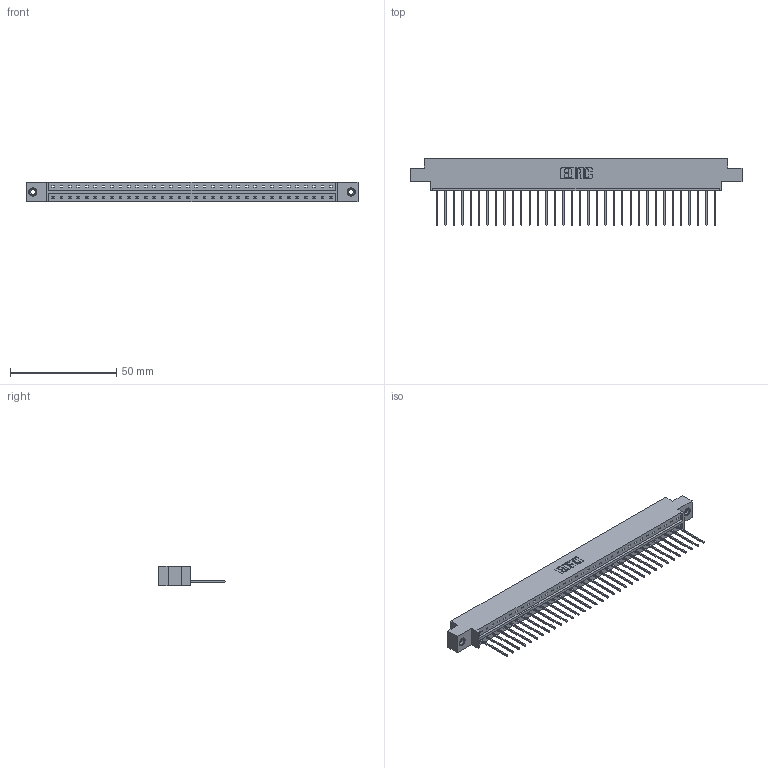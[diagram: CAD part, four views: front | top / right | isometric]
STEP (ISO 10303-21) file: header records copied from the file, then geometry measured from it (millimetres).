
FILE_DESCRIPTION (( 'STEP AP203' ), '1' );
FILE_NAME ('333-034-542-608.STEP', '2018-08-02T22:34:30', ( '' ), ( '' ), 'SwSTEP 2.0', 'SolidWorks 2016', '' );
FILE_SCHEMA (( 'CONFIG_CONTROL_DESIGN' ));
Length unit declared in the file: inch
Products named in the file (4): 333 Part_Offset - .156 Dia - TI; 345-292-001_345-293-142; 345-250-001_345-250-003-102; 333-034-542-608
Assembly tree (37 placements, depth 2):
  333-034-542-608
    333 Part_Offset - .156 Dia - TI
    345-292-001_345-293-142  x34
    345-250-001_345-250-003-102  x2
Bounding box: 156.26 x 31.63 x 9.4 mm (x, y, z)
Volume: 15496.8 mm3; surface area: 17436.8 mm2
Topology: 37 solids, 37 shells, 2150 faces, 6443 edges, 4242 vertices
Faces by surface type: plane 1534, cylinder 600, cone 12, torus 4
Entity records: 23156 total; most frequent: CARTESIAN_POINT 3979, ORIENTED_EDGE 3942, DIRECTION 3405, EDGE_CURVE 1971, LINE 1823, VECTOR 1823, VERTEX_POINT 1308, AXIS2_PLACEMENT_3D 791
